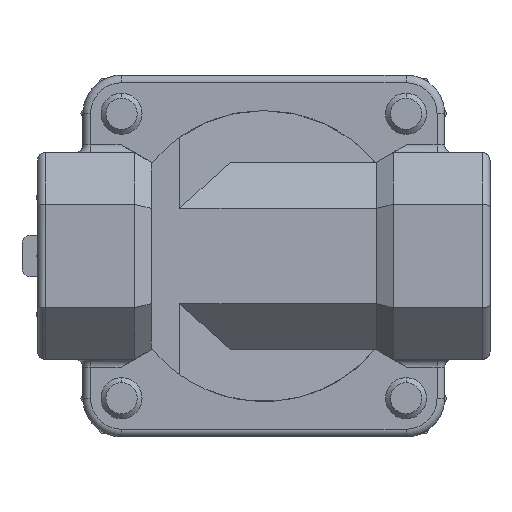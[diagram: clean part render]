
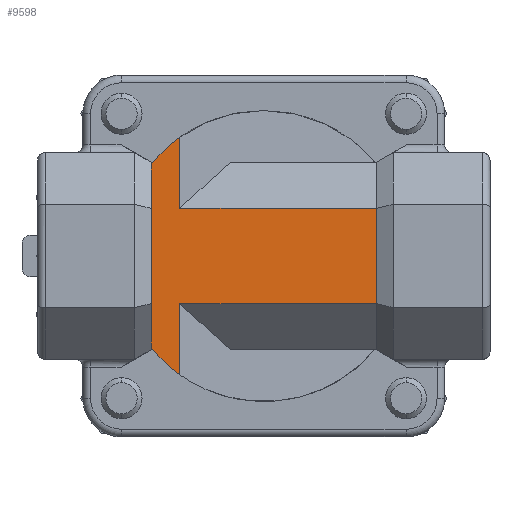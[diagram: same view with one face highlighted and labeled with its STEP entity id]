
A CAD part, front view. The second image highlights one B-rep face of the part: STEP entity #9598.
In plain terms, the highlighted planar face has unit normal (0, -1, 0).
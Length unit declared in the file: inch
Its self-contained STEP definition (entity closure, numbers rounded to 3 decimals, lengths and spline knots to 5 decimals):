
#145 = CARTESIAN_POINT ( 'NONE',  ( -0.686, -1.35811, 0.29061 ) ) ;
#368 = LINE ( 'NONE', #9037, #863 ) ;
#392 = CARTESIAN_POINT ( 'NONE',  ( -0.686, -1.35811, 0.29061 ) ) ;
#506 = VECTOR ( 'NONE', #4324, 39.37008 ) ;
#535 = LINE ( 'NONE', #3048, #3187 ) ;
#542 = VECTOR ( 'NONE', #4823, 39.37008 ) ;
#592 = DIRECTION ( 'NONE',  ( 0., 1., 0. ) ) ;
#626 = DIRECTION ( 'NONE',  ( 0., -1., 0. ) ) ;
#655 = EDGE_CURVE ( 'NONE', #10336, #3316, #9435, .T. ) ;
#786 = LINE ( 'NONE', #5533, #7770 ) ;
#795 = ORIENTED_EDGE ( 'NONE', *, *, #2486, .T. ) ;
#863 = VECTOR ( 'NONE', #1250, 39.37008 ) ;
#868 = VERTEX_POINT ( 'NONE', #8613 ) ;
#898 = EDGE_CURVE ( 'NONE', #2364, #10336, #8028, .T. ) ;
#980 = ORIENTED_EDGE ( 'NONE', *, *, #4889, .T. ) ;
#1070 = VERTEX_POINT ( 'NONE', #7020 ) ;
#1246 = AXIS2_PLACEMENT_3D ( 'NONE', #6666, #592, #2905 ) ;
#1250 = DIRECTION ( 'NONE',  ( 1., 0., 0. ) ) ;
#1605 = LINE ( 'NONE', #2291, #542 ) ;
#1627 = VERTEX_POINT ( 'NONE', #6618 ) ;
#2003 = LINE ( 'NONE', #10056, #7051 ) ;
#2157 = ORIENTED_EDGE ( 'NONE', *, *, #4621, .F. ) ;
#2291 = CARTESIAN_POINT ( 'NONE',  ( -0.686, -1.35811, 0.29061 ) ) ;
#2364 = VERTEX_POINT ( 'NONE', #2846 ) ;
#2486 = EDGE_CURVE ( 'NONE', #7810, #2364, #786, .T. ) ;
#2846 = CARTESIAN_POINT ( 'NONE',  ( 0.686, -1.35811, 0.29061 ) ) ;
#2905 = DIRECTION ( 'NONE',  ( 0., 0., 1. ) ) ;
#3018 = ORIENTED_EDGE ( 'NONE', *, *, #6688, .T. ) ;
#3048 = CARTESIAN_POINT ( 'NONE',  ( -0.51112, -1.35811, 0.29061 ) ) ;
#3091 = CARTESIAN_POINT ( 'NONE',  ( -2.46234, -1.35811, 0.29061 ) ) ;
#3187 = VECTOR ( 'NONE', #7736, 39.37008 ) ;
#3242 = CARTESIAN_POINT ( 'NONE',  ( -0.51112, -1.35811, 0.72371 ) ) ;
#3285 = ORIENTED_EDGE ( 'NONE', *, *, #8606, .T. ) ;
#3290 = CARTESIAN_POINT ( 'NONE',  ( -2.46234, -1.35811, 0.29061 ) ) ;
#3291 = AXIS2_PLACEMENT_3D ( 'NONE', #3091, #626, #6110 ) ;
#3308 = ORIENTED_EDGE ( 'NONE', *, *, #898, .T. ) ;
#3316 = VERTEX_POINT ( 'NONE', #3242 ) ;
#3396 = VERTEX_POINT ( 'NONE', #145 ) ;
#3675 = EDGE_CURVE ( 'NONE', #1627, #1070, #6455, .T. ) ;
#3853 = ORIENTED_EDGE ( 'NONE', *, *, #655, .T. ) ;
#4324 = DIRECTION ( 'NONE',  ( 0., 0., -1. ) ) ;
#4384 = ORIENTED_EDGE ( 'NONE', *, *, #8673, .T. ) ;
#4621 = EDGE_CURVE ( 'NONE', #868, #3316, #7461, .T. ) ;
#4823 = DIRECTION ( 'NONE',  ( 0., 0., -1. ) ) ;
#4889 = EDGE_CURVE ( 'NONE', #3396, #7839, #2003, .T. ) ;
#5128 = LINE ( 'NONE', #392, #506 ) ;
#5449 = DIRECTION ( 'NONE',  ( 0., 0., 1. ) ) ;
#5472 = ORIENTED_EDGE ( 'NONE', *, *, #3675, .F. ) ;
#5533 = CARTESIAN_POINT ( 'NONE',  ( 0.686, -1.35811, 0.29061 ) ) ;
#5845 = CARTESIAN_POINT ( 'NONE',  ( 0.686, -1.35811, -0.29061 ) ) ;
#6075 = DIRECTION ( 'NONE',  ( 0., 0., -1. ) ) ;
#6110 = DIRECTION ( 'NONE',  ( 0., 0., -1. ) ) ;
#6386 = DIRECTION ( 'NONE',  ( 0., 1., 0. ) ) ;
#6455 = CIRCLE ( 'NONE', #1246, 0.886 ) ;
#6618 = CARTESIAN_POINT ( 'NONE',  ( -0.51112, -1.35811, -0.72371 ) ) ;
#6666 = CARTESIAN_POINT ( 'NONE',  ( 0., -1.35811, 0. ) ) ;
#6688 = EDGE_CURVE ( 'NONE', #7839, #1070, #1605, .T. ) ;
#7020 = CARTESIAN_POINT ( 'NONE',  ( -0.686, -1.35811, -0.56071 ) ) ;
#7051 = VECTOR ( 'NONE', #6075, 39.37008 ) ;
#7461 = CIRCLE ( 'NONE', #8806, 0.886 ) ;
#7509 = CARTESIAN_POINT ( 'NONE',  ( -0.51112, -1.35811, -0.29061 ) ) ;
#7627 = EDGE_LOOP ( 'NONE', ( #980, #3018, #5472, #4384, #8043, #795, #3308, #3853, #2157, #3285 ) ) ;
#7692 = VECTOR ( 'NONE', #8183, 39.37008 ) ;
#7736 = DIRECTION ( 'NONE',  ( 0., 0., 1. ) ) ;
#7770 = VECTOR ( 'NONE', #9571, 39.37008 ) ;
#7802 = EDGE_CURVE ( 'NONE', #7847, #7810, #368, .T. ) ;
#7810 = VERTEX_POINT ( 'NONE', #5845 ) ;
#7839 = VERTEX_POINT ( 'NONE', #8306 ) ;
#7847 = VERTEX_POINT ( 'NONE', #7509 ) ;
#7870 = VECTOR ( 'NONE', #5449, 39.37008 ) ;
#8028 = LINE ( 'NONE', #3290, #7692 ) ;
#8043 = ORIENTED_EDGE ( 'NONE', *, *, #7802, .T. ) ;
#8183 = DIRECTION ( 'NONE',  ( -1., 0., 0. ) ) ;
#8306 = CARTESIAN_POINT ( 'NONE',  ( -0.686, -1.35811, -0.29061 ) ) ;
#8606 = EDGE_CURVE ( 'NONE', #868, #3396, #5128, .T. ) ;
#8613 = CARTESIAN_POINT ( 'NONE',  ( -0.686, -1.35811, 0.56071 ) ) ;
#8673 = EDGE_CURVE ( 'NONE', #1627, #7847, #535, .T. ) ;
#8757 = CARTESIAN_POINT ( 'NONE',  ( -0.51112, -1.35811, 0.29061 ) ) ;
#8806 = AXIS2_PLACEMENT_3D ( 'NONE', #9545, #6386, #10321 ) ;
#9037 = CARTESIAN_POINT ( 'NONE',  ( -2.46234, -1.35811, -0.29061 ) ) ;
#9435 = LINE ( 'NONE', #10119, #7870 ) ;
#9463 = FACE_OUTER_BOUND ( 'NONE', #7627, .T. ) ;
#9545 = CARTESIAN_POINT ( 'NONE',  ( 0., -1.35811, 0. ) ) ;
#9571 = DIRECTION ( 'NONE',  ( 0., 0., 1. ) ) ;
#9598 = ADVANCED_FACE ( 'NONE', ( #9463 ), #10296, .T. ) ;
#10056 = CARTESIAN_POINT ( 'NONE',  ( -0.686, -1.35811, 0.29061 ) ) ;
#10119 = CARTESIAN_POINT ( 'NONE',  ( -0.51112, -1.35811, 0. ) ) ;
#10296 = PLANE ( 'NONE',  #3291 ) ;
#10321 = DIRECTION ( 'NONE',  ( 0., 0., 1. ) ) ;
#10336 = VERTEX_POINT ( 'NONE', #8757 ) ;
